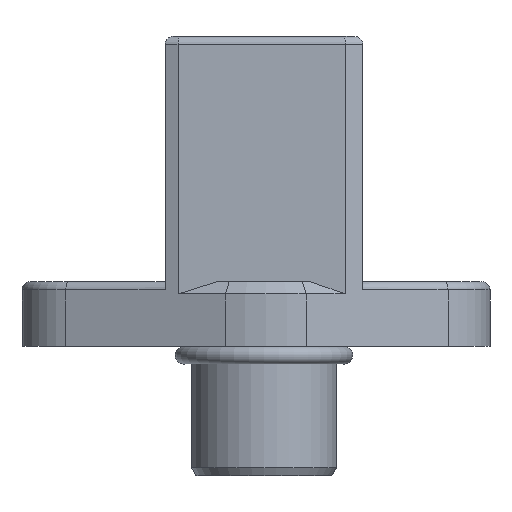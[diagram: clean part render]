
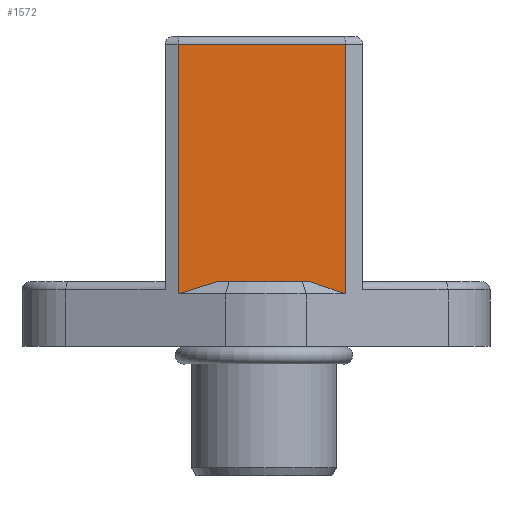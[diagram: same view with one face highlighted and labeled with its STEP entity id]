
A CAD part, left-side view. The second image highlights one B-rep face of the part: STEP entity #1572.
In plain terms, the highlighted planar face has unit normal (-1, 0, 0).
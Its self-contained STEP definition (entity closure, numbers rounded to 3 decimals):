
#507=LINE('',#7005,#836);
#510=LINE('',#7033,#839);
#514=LINE('',#7043,#843);
#516=LINE('',#7047,#845);
#517=LINE('',#7049,#846);
#518=LINE('',#7051,#847);
#836=VECTOR('',#5841,1.);
#839=VECTOR('',#5872,1.);
#843=VECTOR('',#5882,1.);
#845=VECTOR('',#5886,1.);
#846=VECTOR('',#5887,1.);
#847=VECTOR('',#5888,1.);
#1169=PLANE('',#5433);
#1289=FACE_OUTER_BOUND('',#2060,.T.);
#1572=ADVANCED_FACE('',(#1289),#1169,.T.);
#2060=EDGE_LOOP('',(#2443,#2444,#2445,#2446,#2447,#2448));
#2443=ORIENTED_EDGE('',*,*,#4483,.T.);
#2444=ORIENTED_EDGE('',*,*,#4484,.T.);
#2445=ORIENTED_EDGE('',*,*,#4485,.T.);
#2446=ORIENTED_EDGE('',*,*,#4476,.T.);
#2447=ORIENTED_EDGE('',*,*,#4465,.T.);
#2448=ORIENTED_EDGE('',*,*,#4481,.T.);
#3959=VERTEX_POINT('',#7006);
#3960=VERTEX_POINT('',#7007);
#3970=VERTEX_POINT('',#7034);
#3973=VERTEX_POINT('',#7044);
#3974=VERTEX_POINT('',#7048);
#3975=VERTEX_POINT('',#7050);
#4465=EDGE_CURVE('',#3959,#3960,#507,.T.);
#4476=EDGE_CURVE('',#3970,#3959,#510,.T.);
#4481=EDGE_CURVE('',#3960,#3973,#514,.T.);
#4483=EDGE_CURVE('',#3973,#3974,#516,.T.);
#4484=EDGE_CURVE('',#3974,#3975,#517,.T.);
#4485=EDGE_CURVE('',#3975,#3970,#518,.T.);
#5433=AXIS2_PLACEMENT_3D('',#7052,#5889,#5890);
#5841=DIRECTION('',(0.,-1.,0.));
#5872=DIRECTION('',(0.,-0.953,0.303));
#5882=DIRECTION('',(0.,-0.944,-0.33));
#5886=DIRECTION('',(0.,0.,1.));
#5887=DIRECTION('',(0.,1.,0.));
#5888=DIRECTION('',(0.,0.,-1.));
#5889=DIRECTION('',(-1.,0.,0.));
#5890=DIRECTION('',(0.,0.,-1.));
#7005=CARTESIAN_POINT('',(-12.25,-20.,8.));
#7006=CARTESIAN_POINT('',(-12.25,5.929,8.));
#7007=CARTESIAN_POINT('',(-12.25,-5.785,8.));
#7033=CARTESIAN_POINT('',(-12.25,-11.877,13.666));
#7034=CARTESIAN_POINT('',(-12.25,10.644,6.5));
#7043=CARTESIAN_POINT('',(-12.25,-20.475,2.858));
#7044=CARTESIAN_POINT('',(-12.25,-10.071,6.5));
#7047=CARTESIAN_POINT('',(-12.25,-10.071,0.));
#7048=CARTESIAN_POINT('',(-12.25,-10.071,37.4));
#7049=CARTESIAN_POINT('',(-12.25,0.,37.4));
#7050=CARTESIAN_POINT('',(-12.25,10.644,37.4));
#7051=CARTESIAN_POINT('',(-12.25,10.644,0.));
#7052=CARTESIAN_POINT('',(-12.25,0.,0.));
